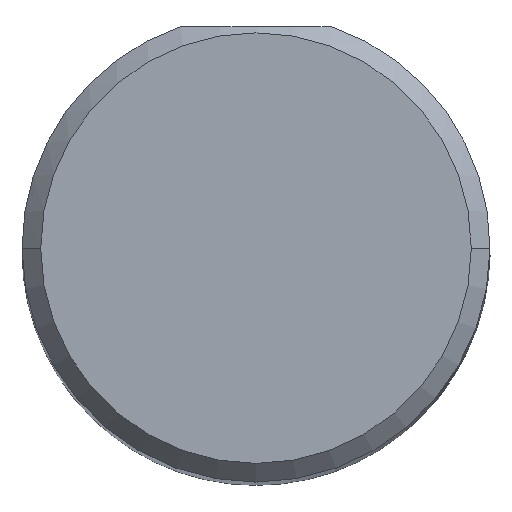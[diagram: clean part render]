
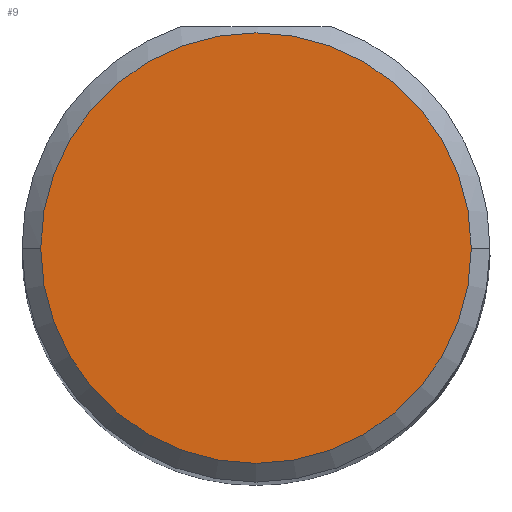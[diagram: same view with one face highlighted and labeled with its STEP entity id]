
A CAD part, top view. The second image highlights one B-rep face of the part: STEP entity #9.
In plain terms, the highlighted planar face has unit normal (0, 0, 1).
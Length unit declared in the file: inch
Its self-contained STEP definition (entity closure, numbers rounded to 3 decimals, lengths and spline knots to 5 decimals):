
#3 = CARTESIAN_POINT ( 'NONE',  ( 0., 0., 4. ) ) ;
#4 = CARTESIAN_POINT ( 'NONE',  ( -0.1725, 0., 4. ) ) ;
#9 = ADVANCED_FACE ( 'NONE', ( #236 ), #390, .T. ) ;
#16 = DIRECTION ( 'NONE',  ( 1., 0., 0. ) ) ;
#48 = ORIENTED_EDGE ( 'NONE', *, *, #272, .T. ) ;
#98 = AXIS2_PLACEMENT_3D ( 'NONE', #328, #136, #16 ) ;
#103 = VERTEX_POINT ( 'NONE', #244 ) ;
#122 = DIRECTION ( 'NONE',  ( 1., 0., 0. ) ) ;
#136 = DIRECTION ( 'NONE',  ( 0., 0., 1. ) ) ;
#167 = DIRECTION ( 'NONE',  ( 0., 0., 1. ) ) ;
#236 = FACE_OUTER_BOUND ( 'NONE', #488, .T. ) ;
#244 = CARTESIAN_POINT ( 'NONE',  ( 0.1725, 0., 4. ) ) ;
#257 = CIRCLE ( 'NONE', #98, 0.1725 ) ;
#264 = CARTESIAN_POINT ( 'NONE',  ( 0., 0., 4. ) ) ;
#272 = EDGE_CURVE ( 'NONE', #479, #103, #370, .T. ) ;
#321 = AXIS2_PLACEMENT_3D ( 'NONE', #3, #167, #122 ) ;
#328 = CARTESIAN_POINT ( 'NONE',  ( 0., 0., 4. ) ) ;
#352 = EDGE_CURVE ( 'NONE', #103, #479, #257, .T. ) ;
#356 = DIRECTION ( 'NONE',  ( 1., 0., 0. ) ) ;
#370 = CIRCLE ( 'NONE', #321, 0.1725 ) ;
#390 = PLANE ( 'NONE',  #511 ) ;
#460 = ORIENTED_EDGE ( 'NONE', *, *, #352, .T. ) ;
#479 = VERTEX_POINT ( 'NONE', #4 ) ;
#488 = EDGE_LOOP ( 'NONE', ( #48, #460 ) ) ;
#511 = AXIS2_PLACEMENT_3D ( 'NONE', #264, #528, #356 ) ;
#528 = DIRECTION ( 'NONE',  ( 0., 0., 1. ) ) ;
